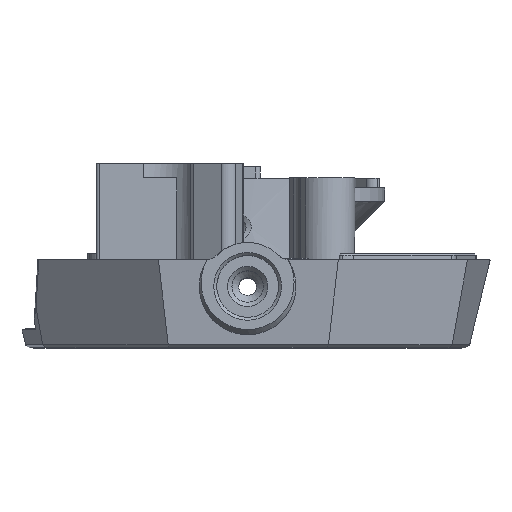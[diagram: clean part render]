
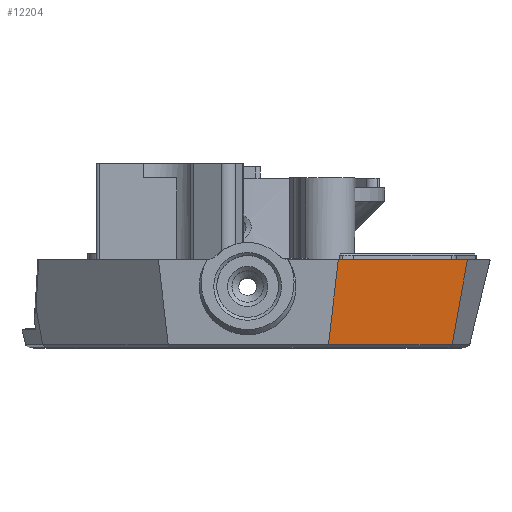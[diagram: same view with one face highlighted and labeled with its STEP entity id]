
A CAD part, top view. The second image highlights one B-rep face of the part: STEP entity #12204.
In plain terms, the highlighted planar face has unit normal (0.622, -0.139, 0.771).
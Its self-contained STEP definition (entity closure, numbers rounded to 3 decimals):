
#2603=ORIENTED_EDGE('',*,*,#4407,.F.);
#2604=ORIENTED_EDGE('',*,*,#4408,.F.);
#2605=ORIENTED_EDGE('',*,*,#4406,.F.);
#2606=ORIENTED_EDGE('',*,*,#4409,.F.);
#2607=ORIENTED_EDGE('',*,*,#4410,.F.);
#4406=EDGE_CURVE('',#5351,#5350,#6107,.T.);
#4407=EDGE_CURVE('',#5352,#5353,#6108,.T.);
#4408=EDGE_CURVE('',#5350,#5352,#6109,.T.);
#4409=EDGE_CURVE('',#5354,#5351,#6110,.T.);
#4410=EDGE_CURVE('',#5353,#5354,#6111,.T.);
#5350=VERTEX_POINT('',#18962);
#5351=VERTEX_POINT('',#18965);
#5352=VERTEX_POINT('',#18969);
#5353=VERTEX_POINT('',#18970);
#5354=VERTEX_POINT('',#18973);
#6107=LINE('',#18966,#6886);
#6108=LINE('',#18968,#6887);
#6109=LINE('',#18971,#6888);
#6110=LINE('',#18972,#6889);
#6111=LINE('',#18974,#6890);
#6886=VECTOR('',#15168,1000.);
#6887=VECTOR('',#15171,1000.);
#6888=VECTOR('',#15172,1000.);
#6889=VECTOR('',#15173,1000.);
#6890=VECTOR('',#15174,1000.);
#7422=EDGE_LOOP('',(#2603,#2604,#2605,#2606,#2607));
#7987=FACE_BOUND('',#7422,.T.);
#8346=PLANE('',#12999);
#12204=ADVANCED_FACE('',(#7987),#8346,.F.);
#12999=AXIS2_PLACEMENT_3D('',#18967,#15169,#15170);
#15168=DIRECTION('',(-0.176,-0.984,-0.035));
#15169=DIRECTION('',(-0.622,0.139,-0.771));
#15170=DIRECTION('',(-0.778,0.,0.628));
#15171=DIRECTION('',(-0.606,0.537,0.586));
#15172=DIRECTION('',(-0.778,0.,0.628));
#15173=DIRECTION('',(0.778,0.,-0.628));
#15174=DIRECTION('',(0.114,0.99,0.087));
#18962=CARTESIAN_POINT('',(27.455,-7.825,115.671));
#18965=CARTESIAN_POINT('',(29.499,3.578,116.081));
#18966=CARTESIAN_POINT('',(29.148,1.619,116.011));
#18967=CARTESIAN_POINT('',(22.236,6.929,122.547));
#18968=CARTESIAN_POINT('',(9.777,-6.873,130.108));
#18969=CARTESIAN_POINT('',(10.852,-7.825,129.069));
#18970=CARTESIAN_POINT('',(10.849,-7.823,129.071));
#18971=CARTESIAN_POINT('',(19.108,-7.825,122.407));
#18972=CARTESIAN_POINT('',(21.947,3.578,122.175));
#18973=CARTESIAN_POINT('',(12.165,3.578,130.069));
#18974=CARTESIAN_POINT('',(12.115,3.153,130.031));
